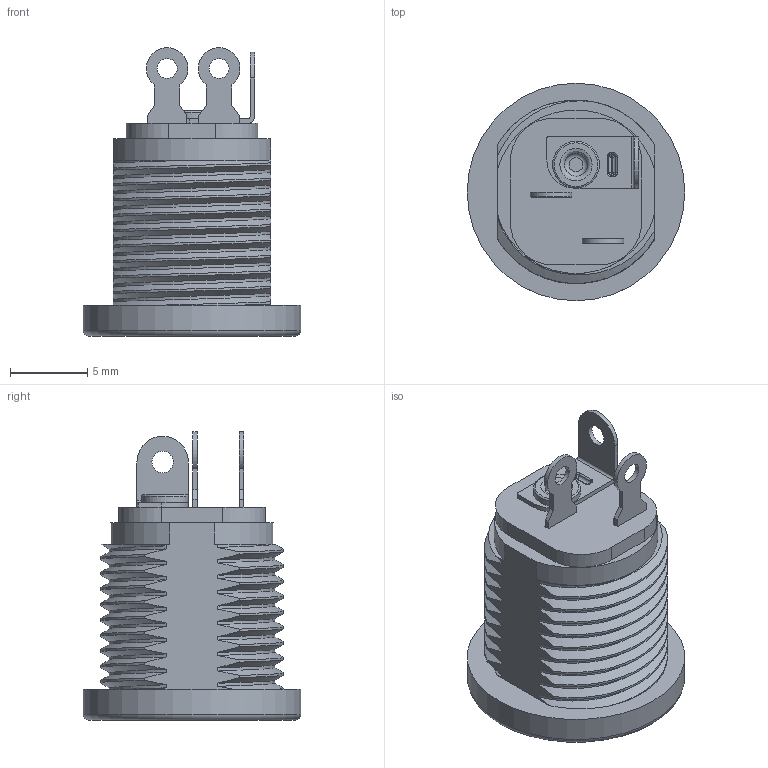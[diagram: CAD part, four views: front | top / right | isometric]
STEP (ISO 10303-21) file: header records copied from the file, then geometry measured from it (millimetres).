
FILE_DESCRIPTION(/* description */ (''),/* implementation_level */ '2;1');
FILE_NAME(/* name */ 'DC jack v1.step',/* time_stamp */ '2021-04-12T22:50:22+03:00',/* author */ (''),/* organization */ (''),/* preprocessor_version */ 'ST-DEVELOPER v18.1',/* originating_system */ 'Autodesk Translation Framework v10.6.0.1341',/* authorisation */ '');
FILE_SCHEMA (('AUTOMOTIVE_DESIGN { 1 0 10303 214 3 1 1 }'));
Length unit declared in the file: millimetre
Products named in the file (1): DC jack
Bounding box: 14.1 x 14.1 x 18.7 mm (x, y, z)
Volume: 950.9 mm3; surface area: 1981.1 mm2
Topology: 6 solids, 6 shells, 264 faces, 716 edges, 464 vertices
Faces by surface type: plane 109, cylinder 91, bspline 51, torus 12, sphere 1
Full cylindrical faces by diameter (mm): 1.3 x2, 1.4 x1, 2 x5, 3.03 x1, 3.3 x1, 6.4 x1, 14.1 x1
Entity records: 10746 total; most frequent: CARTESIAN_POINT 4393, ORIENTED_EDGE 1414, DIRECTION 1114, EDGE_CURVE 707, VERTEX_POINT 464, LINE 394, VECTOR 394, AXIS2_PLACEMENT_3D 360
